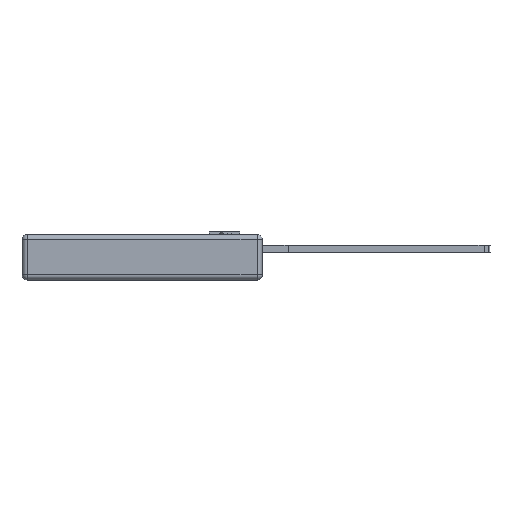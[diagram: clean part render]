
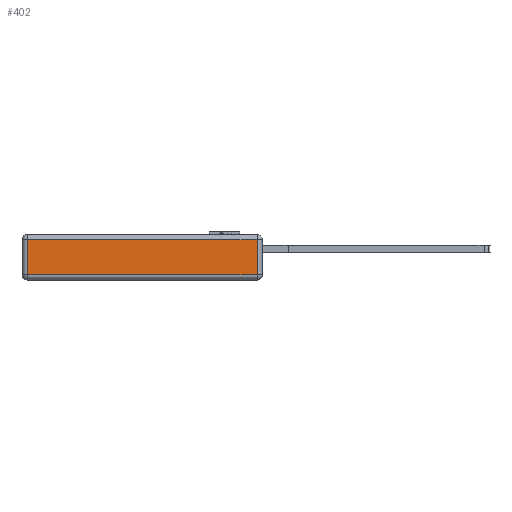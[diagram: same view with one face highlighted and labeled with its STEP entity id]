
A CAD part, left-side view. The second image highlights one B-rep face of the part: STEP entity #402.
In plain terms, the highlighted planar face has unit normal (-1, 0, 0).
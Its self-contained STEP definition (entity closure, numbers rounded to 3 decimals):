
#338 = EDGE_CURVE ( 'NONE', #339, #340, #2043, .T. ) ;
#339 = VERTEX_POINT ( 'NONE', #2039 ) ;
#340 = VERTEX_POINT ( 'NONE', #2038 ) ;
#341 = ORIENTED_EDGE ( 'NONE', *, *, #342, .T. ) ;
#342 = EDGE_CURVE ( 'NONE', #340, #343, #2037, .T. ) ;
#343 = VERTEX_POINT ( 'NONE', #2033 ) ;
#344 = ORIENTED_EDGE ( 'NONE', *, *, #345, .T. ) ;
#345 = EDGE_CURVE ( 'NONE', #343, #346, #2032, .T. ) ;
#346 = VERTEX_POINT ( 'NONE', #2028 ) ;
#347 = ORIENTED_EDGE ( 'NONE', *, *, #348, .T. ) ;
#348 = EDGE_CURVE ( 'NONE', #346, #339, #2026, .T. ) ;
#402 = ADVANCED_FACE ( 'NONE', ( #2149 ), #2189, .F. ) ;
#403 = EDGE_LOOP ( 'NONE', ( #404, #341, #344, #347 ) ) ;
#404 = ORIENTED_EDGE ( 'NONE', *, *, #338, .T. ) ;
#2023 = DIRECTION ( 'NONE',  ( 0., 1., 0. ) ) ;
#2024 = VECTOR ( 'NONE', #2023, 1000. ) ;
#2025 = CARTESIAN_POINT ( 'NONE',  ( -11.15, 18.8, 1.38 ) ) ;
#2026 = LINE ( 'NONE', #2025, #2024 ) ;
#2028 = CARTESIAN_POINT ( 'NONE',  ( -11.15, 0.4, 1.38 ) ) ;
#2029 = DIRECTION ( 'NONE',  ( 0., 0., 1. ) ) ;
#2030 = VECTOR ( 'NONE', #2029, 1000. ) ;
#2031 = CARTESIAN_POINT ( 'NONE',  ( -11.15, 0.4, 1.78 ) ) ;
#2032 = LINE ( 'NONE', #2031, #2030 ) ;
#2033 = CARTESIAN_POINT ( 'NONE',  ( -11.15, 0.4, -1.38 ) ) ;
#2034 = DIRECTION ( 'NONE',  ( 0., -1., 0. ) ) ;
#2035 = VECTOR ( 'NONE', #2034, 1000. ) ;
#2036 = CARTESIAN_POINT ( 'NONE',  ( -11.15, 18.8, -1.38 ) ) ;
#2037 = LINE ( 'NONE', #2036, #2035 ) ;
#2038 = CARTESIAN_POINT ( 'NONE',  ( -11.15, 18.4, -1.38 ) ) ;
#2039 = CARTESIAN_POINT ( 'NONE',  ( -11.15, 18.4, 1.38 ) ) ;
#2040 = DIRECTION ( 'NONE',  ( 0., 0., -1. ) ) ;
#2041 = VECTOR ( 'NONE', #2040, 1000. ) ;
#2042 = CARTESIAN_POINT ( 'NONE',  ( -11.15, 18.4, 1.78 ) ) ;
#2043 = LINE ( 'NONE', #2042, #2041 ) ;
#2149 = FACE_OUTER_BOUND ( 'NONE', #403, .T. ) ;
#2183 = DIRECTION ( 'NONE',  ( 0., 0., -1. ) ) ;
#2184 = DIRECTION ( 'NONE',  ( 1., 0., 0. ) ) ;
#2185 = CARTESIAN_POINT ( 'NONE',  ( -11.15, 18.8, 1.78 ) ) ;
#2186 = AXIS2_PLACEMENT_3D ( 'NONE', #2185, #2184, #2183 ) ;
#2189 = PLANE ( 'NONE',  #2186 ) ;
